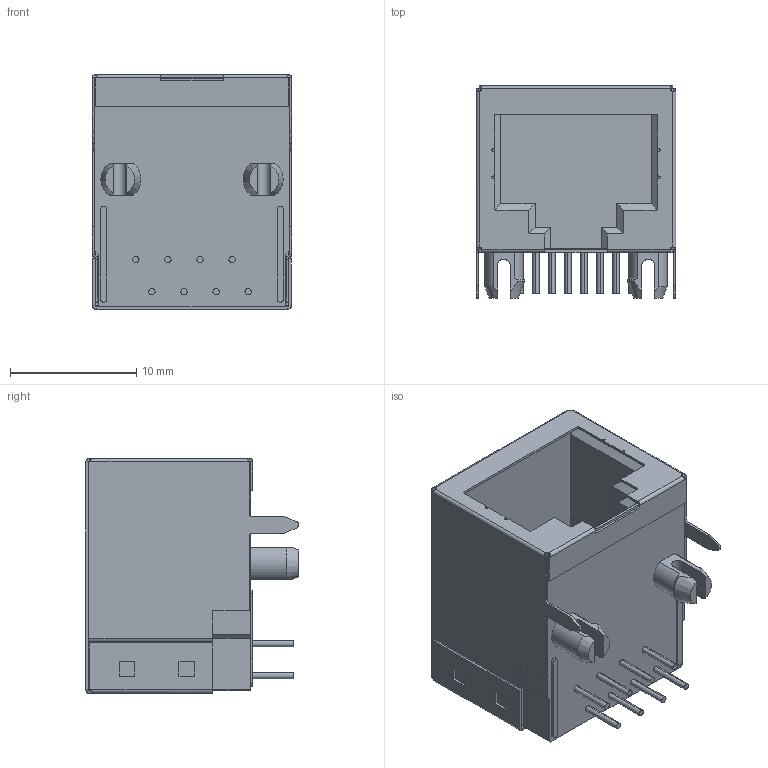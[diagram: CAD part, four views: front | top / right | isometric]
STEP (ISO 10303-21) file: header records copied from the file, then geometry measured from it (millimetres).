
FILE_DESCRIPTION (( 'STEP AP214' ), '1' );
FILE_NAME ('A-2004-2-4-LPS-N-R.STEP', '2019-03-03T20:43:19', ( '' ), ( '' ), 'SwSTEP 2.0', 'SolidWorks 2017', '' );
FILE_SCHEMA (( 'AUTOMOTIVE_DESIGN' ));
Length unit declared in the file: millimetre
Products named in the file (1): A-2004-2-4-LPS-N-R
Bounding box: 15.8 x 16.8 x 18.6 mm (x, y, z)
Volume: 2737.2 mm3; surface area: 4149.5 mm2
Topology: 10 solids, 10 shells, 307 faces, 748 edges, 464 vertices
Faces by surface type: plane 205, cylinder 82, bspline 14, cone 6
Entity records: 9469 total; most frequent: CARTESIAN_POINT 2278, ORIENTED_EDGE 1496, DIRECTION 1382, EDGE_CURVE 748, LINE 506, VECTOR 506, VERTEX_POINT 464, AXIS2_PLACEMENT_3D 438
